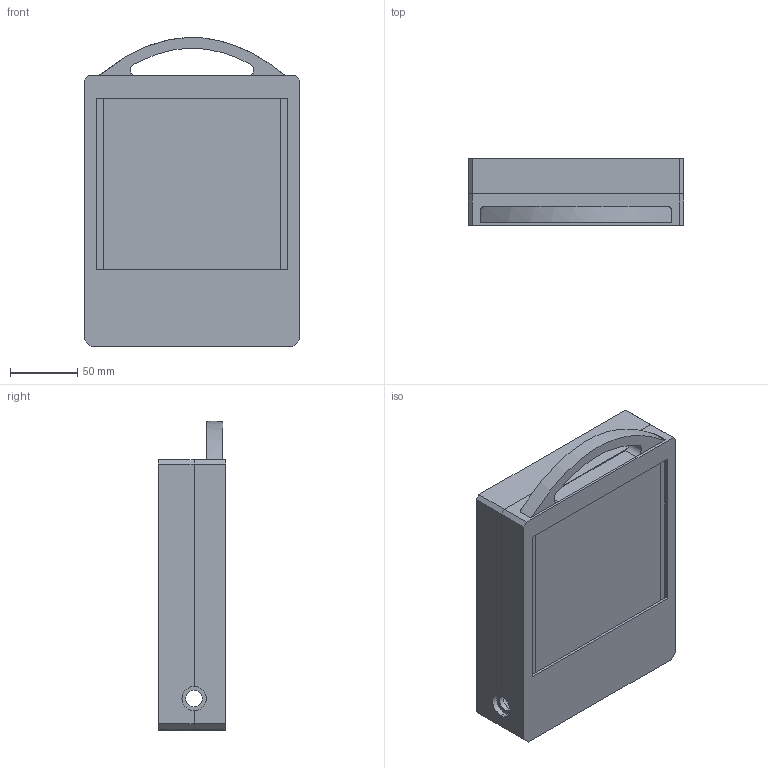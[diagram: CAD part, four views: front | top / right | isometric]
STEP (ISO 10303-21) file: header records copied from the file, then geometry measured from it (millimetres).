
FILE_DESCRIPTION( ( '' ), ' ' );
FILE_NAME( '5b6aac71e99acb0f19263dc3.step', '2018-08-08T08:40:17', ( '' ), ( '' ), ' ', ' ', ' ' );
FILE_SCHEMA( ( 'AUTOMOTIVE_DESIGN { 1 0 10303 214 1 1 1 1 }' ) );
Length unit declared in the file: metre
Products named in the file (8): rear-fan-grill; case; cartridge; fan-grill; rear-cover; cover; carbon filter; fan
Bounding box: 160 x 50.1 x 229.61 mm (x, y, z)
Volume: 1107852.6 mm3; surface area: 358706.5 mm2
Topology: 8 solids, 8 shells, 236 faces, 627 edges, 413 vertices
Faces by surface type: plane 160, cylinder 58, torus 8, bspline 8, extrusion 2
Full cylindrical faces by diameter (mm): 4 x8, 12.2 x2
Entity records: 9564 total; most frequent: CARTESIAN_POINT 1652, ORIENTED_EDGE 1232, DIRECTION 1186, EDGE_CURVE 616, VECTOR 458, LINE 456, VERTEX_POINT 412, AXIS2_PLACEMENT_3D 364
